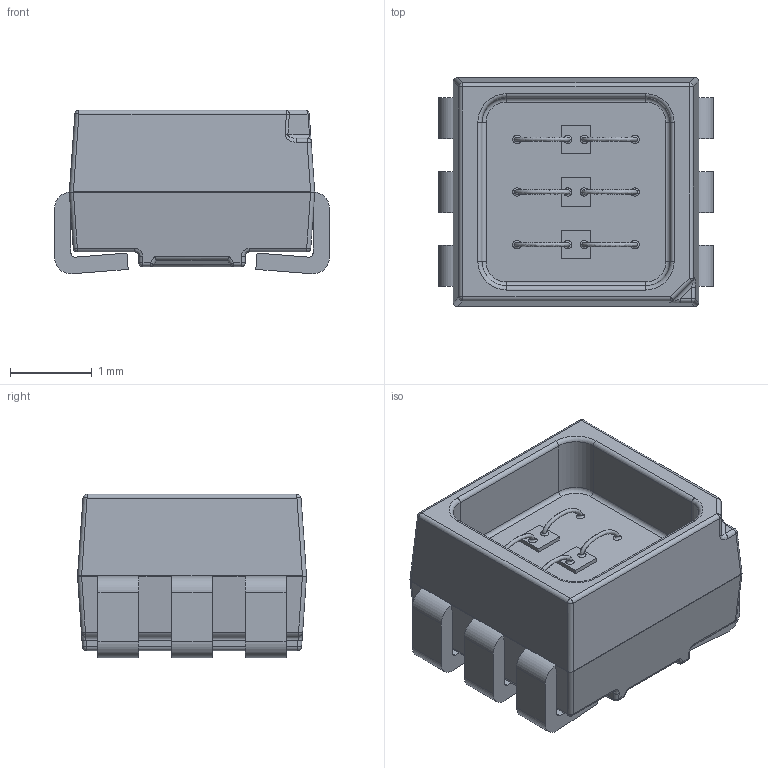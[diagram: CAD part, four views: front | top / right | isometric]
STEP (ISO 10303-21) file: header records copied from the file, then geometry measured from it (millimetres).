
FILE_DESCRIPTION(/* description */ (''),/* implementation_level */ '2;1');
FILE_NAME(/* name */ 'Broadcom - LED 6-PLCC 3028 2.0MM BODY.step',/* time_stamp */ '2020-07-12T19:43:19+01:00',/* author */ (''),/* organization */ (''),/* preprocessor_version */ 'ST-DEVELOPER v18.1',/* originating_system */ 'Autodesk Translation Framework v9.3.0.1241',/* authorisation */ '');
FILE_SCHEMA (('AUTOMOTIVE_DESIGN { 1 0 10303 214 3 1 1 }'));
Length unit declared in the file: millimetre
Products named in the file (1): Broadcom - LED 6-PLCC 3028 2.0MM
Bounding box: 3.36 x 2.8 x 2 mm (x, y, z)
Volume: 11.3 mm3; surface area: 56 mm2
Topology: 1 solids, 1 shells, 225 faces, 557 edges, 339 vertices
Faces by surface type: plane 87, cylinder 85, bspline 24, sphere 19, torus 9, cone 1
Entity records: 8746 total; most frequent: CARTESIAN_POINT 3281, DIRECTION 1103, ORIENTED_EDGE 1102, EDGE_CURVE 551, AXIS2_PLACEMENT_3D 398, VERTEX_POINT 336, LINE 307, VECTOR 307
